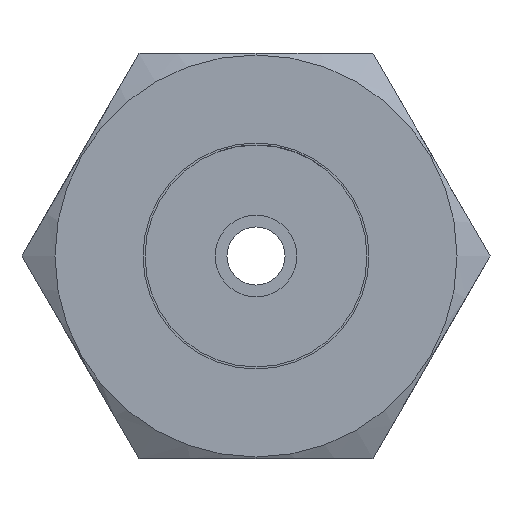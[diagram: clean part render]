
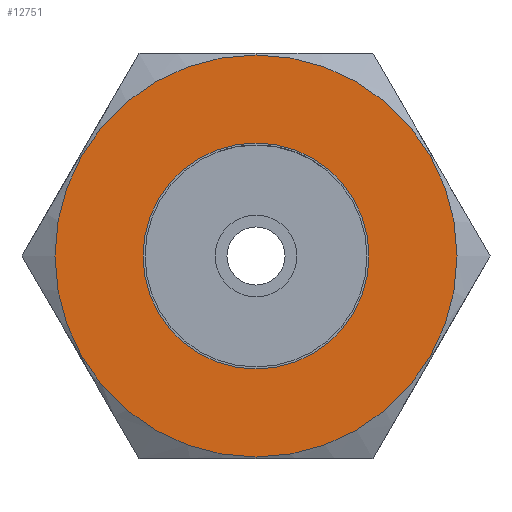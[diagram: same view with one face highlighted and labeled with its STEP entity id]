
A CAD part, left-side view. The second image highlights one B-rep face of the part: STEP entity #12751.
In plain terms, the highlighted planar face has unit normal (-1, 0, 0).
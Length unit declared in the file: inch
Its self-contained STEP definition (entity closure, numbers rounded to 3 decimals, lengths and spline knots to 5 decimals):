
#859 = CARTESIAN_POINT ( 'NONE',  ( -1.13, 0., -0.3485 ) ) ;
#1609 = AXIS2_PLACEMENT_3D ( 'NONE', #24631, #3425, #7849 ) ;
#1898 = CIRCLE ( 'NONE', #24971, 0.62 ) ;
#2443 = EDGE_CURVE ( 'NONE', #21152, #9166, #1898, .T. ) ;
#3172 = FACE_BOUND ( 'NONE', #10308, .T. ) ;
#3425 = DIRECTION ( 'NONE',  ( 1., 0., 0. ) ) ;
#3846 = CARTESIAN_POINT ( 'NONE',  ( -1.13, 0., 0.62 ) ) ;
#6236 = AXIS2_PLACEMENT_3D ( 'NONE', #6771, #8966, #23844 ) ;
#6542 = CARTESIAN_POINT ( 'NONE',  ( -1.13, 0.3485, 0. ) ) ;
#6771 = CARTESIAN_POINT ( 'NONE',  ( -1.13, 0., 0. ) ) ;
#6891 = DIRECTION ( 'NONE',  ( 1., 0., 0. ) ) ;
#7849 = DIRECTION ( 'NONE',  ( 0., 0., -1. ) ) ;
#8966 = DIRECTION ( 'NONE',  ( 1., 0., 0. ) ) ;
#9095 = ORIENTED_EDGE ( 'NONE', *, *, #18078, .F. ) ;
#9166 = VERTEX_POINT ( 'NONE', #19670 ) ;
#10308 = EDGE_LOOP ( 'NONE', ( #16712, #25722 ) ) ;
#11116 = DIRECTION ( 'NONE',  ( 0., 0., -1. ) ) ;
#12637 = DIRECTION ( 'NONE',  ( -1., 0., 0. ) ) ;
#12751 = ADVANCED_FACE ( 'NONE', ( #3172, #22600 ), #21173, .T. ) ;
#14135 = CIRCLE ( 'NONE', #6236, 0.3485 ) ;
#14262 = DIRECTION ( 'NONE',  ( 0., 0., -1. ) ) ;
#16712 = ORIENTED_EDGE ( 'NONE', *, *, #22370, .T. ) ;
#18078 = EDGE_CURVE ( 'NONE', #9166, #21152, #19078, .T. ) ;
#18741 = CIRCLE ( 'NONE', #26190, 0.3485 ) ;
#18821 = AXIS2_PLACEMENT_3D ( 'NONE', #6542, #12637, #27360 ) ;
#19078 = CIRCLE ( 'NONE', #1609, 0.62 ) ;
#19670 = CARTESIAN_POINT ( 'NONE',  ( -1.13, 0., -0.62 ) ) ;
#20425 = DIRECTION ( 'NONE',  ( 1., 0., 0. ) ) ;
#21152 = VERTEX_POINT ( 'NONE', #3846 ) ;
#21173 = PLANE ( 'NONE',  #18821 ) ;
#21340 = CARTESIAN_POINT ( 'NONE',  ( -1.13, 0., 0. ) ) ;
#21949 = EDGE_CURVE ( 'NONE', #25396, #22885, #18741, .T. ) ;
#22370 = EDGE_CURVE ( 'NONE', #22885, #25396, #14135, .T. ) ;
#22600 = FACE_OUTER_BOUND ( 'NONE', #23627, .T. ) ;
#22885 = VERTEX_POINT ( 'NONE', #859 ) ;
#23627 = EDGE_LOOP ( 'NONE', ( #9095, #25215 ) ) ;
#23844 = DIRECTION ( 'NONE',  ( 0., 0., -1. ) ) ;
#24631 = CARTESIAN_POINT ( 'NONE',  ( -1.13, 0., 0. ) ) ;
#24971 = AXIS2_PLACEMENT_3D ( 'NONE', #21340, #6891, #11116 ) ;
#25215 = ORIENTED_EDGE ( 'NONE', *, *, #2443, .F. ) ;
#25298 = CARTESIAN_POINT ( 'NONE',  ( -1.13, 0., 0.3485 ) ) ;
#25396 = VERTEX_POINT ( 'NONE', #25298 ) ;
#25722 = ORIENTED_EDGE ( 'NONE', *, *, #21949, .T. ) ;
#26190 = AXIS2_PLACEMENT_3D ( 'NONE', #26861, #20425, #14262 ) ;
#26861 = CARTESIAN_POINT ( 'NONE',  ( -1.13, 0., 0. ) ) ;
#27360 = DIRECTION ( 'NONE',  ( 0., 0., 1. ) ) ;
